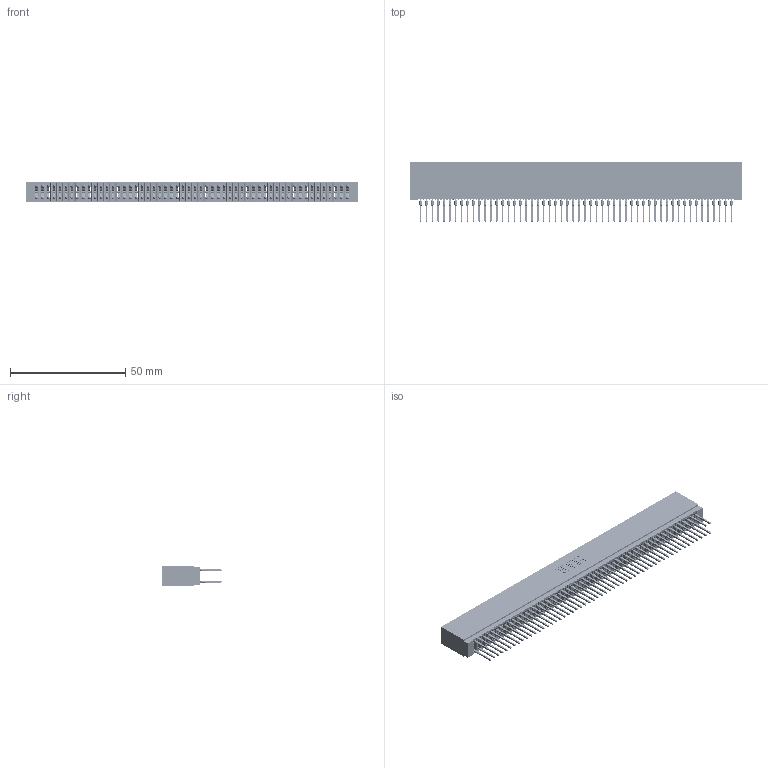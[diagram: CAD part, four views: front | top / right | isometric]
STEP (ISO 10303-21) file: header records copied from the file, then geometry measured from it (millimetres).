
FILE_DESCRIPTION (( 'STEP AP203' ), '1' );
FILE_NAME ('745-108-522-201.STEP', '2026-02-27T00:04:49', ( '' ), ( '' ), 'SwSTEP 2.0', 'SolidWorks 2023', '' );
FILE_SCHEMA (( 'CONFIG_CONTROL_DESIGN' ));
Length unit declared in the file: millimetre
Products named in the file (3): 745-292-001_522; 745-108-522-201; 745 Part_Insulator Option - 01
Assembly tree (109 placements, depth 2):
  745-108-522-201
    745 Part_Insulator Option - 01
    745-292-001_522  x108
Bounding box: 143.76 x 25.92 x 8.89 mm (x, y, z)
Volume: 12989.3 mm3; surface area: 27057.4 mm2
Topology: 109 solids, 109 shells, 9761 faces, 26232 edges, 16480 vertices
Faces by surface type: plane 5023, bspline 2160, cylinder 1930, torus 648
Entity records: 89272 total; most frequent: CARTESIAN_POINT 15983, ORIENTED_EDGE 15442, DIRECTION 13479, EDGE_CURVE 7721, LINE 7215, VECTOR 7215, VERTEX_POINT 4924, AXIS2_PLACEMENT_3D 3132
